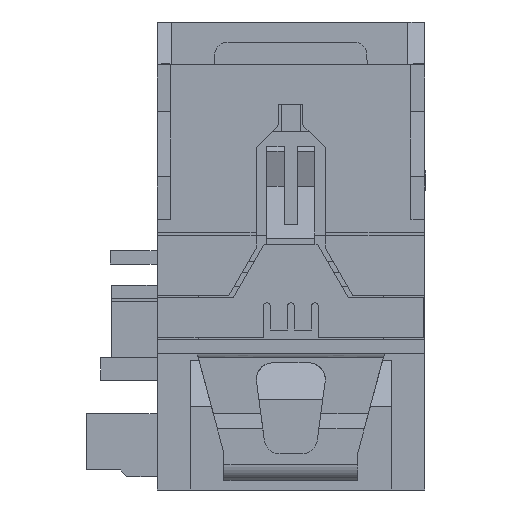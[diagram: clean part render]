
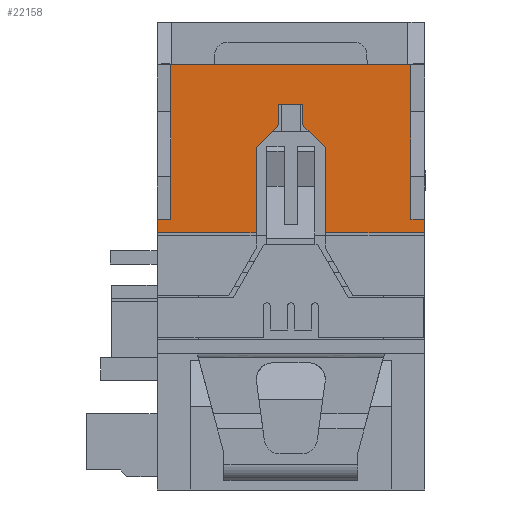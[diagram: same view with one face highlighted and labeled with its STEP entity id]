
A CAD part, front view. The second image highlights one B-rep face of the part: STEP entity #22158.
In plain terms, the highlighted planar face has unit normal (0, -1, 0).
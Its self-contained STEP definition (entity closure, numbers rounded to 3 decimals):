
#18528=FACE_OUTER_BOUND('',#27611,.T.);
#22158=ADVANCED_FACE('',(#18528),#24845,.T.);
#24845=PLANE('',#75390);
#27611=EDGE_LOOP('',(#35686,#35687,#35688,#35689,#35690,#35691,#35692,#35693,
#35694,#35695,#35696,#35697,#35698,#35699,#35700,#35701));
#35686=ORIENTED_EDGE('',*,*,#53592,.F.);
#35687=ORIENTED_EDGE('',*,*,#53565,.F.);
#35688=ORIENTED_EDGE('',*,*,#53569,.F.);
#35689=ORIENTED_EDGE('',*,*,#53576,.F.);
#35690=ORIENTED_EDGE('',*,*,#53579,.F.);
#35691=ORIENTED_EDGE('',*,*,#53583,.F.);
#35692=ORIENTED_EDGE('',*,*,#53585,.F.);
#35693=ORIENTED_EDGE('',*,*,#54147,.T.);
#35694=ORIENTED_EDGE('',*,*,#54255,.F.);
#35695=ORIENTED_EDGE('',*,*,#53885,.F.);
#35696=ORIENTED_EDGE('',*,*,#54208,.T.);
#35697=ORIENTED_EDGE('',*,*,#51986,.F.);
#35698=ORIENTED_EDGE('',*,*,#54256,.F.);
#35699=ORIENTED_EDGE('',*,*,#53860,.T.);
#35700=ORIENTED_EDGE('',*,*,#54254,.T.);
#35701=ORIENTED_EDGE('',*,*,#54257,.T.);
#46751=VERTEX_POINT('',#94039);
#46752=VERTEX_POINT('',#94041);
#47892=VERTEX_POINT('',#97569);
#47893=VERTEX_POINT('',#97571);
#47895=VERTEX_POINT('',#97577);
#47901=VERTEX_POINT('',#97591);
#47903=VERTEX_POINT('',#97597);
#47905=VERTEX_POINT('',#97604);
#47907=VERTEX_POINT('',#97609);
#47910=VERTEX_POINT('',#97620);
#48167=VERTEX_POINT('',#98155);
#48168=VERTEX_POINT('',#98157);
#48183=VERTEX_POINT('',#98198);
#48187=VERTEX_POINT('',#98206);
#48360=VERTEX_POINT('',#98726);
#48429=VERTEX_POINT('',#98937);
#51986=EDGE_CURVE('',#46751,#46752,#59425,.T.);
#53565=EDGE_CURVE('',#47892,#47893,#60758,.T.);
#53569=EDGE_CURVE('',#47895,#47892,#60762,.T.);
#53576=EDGE_CURVE('',#47901,#47895,#60769,.T.);
#53579=EDGE_CURVE('',#47903,#47901,#60772,.T.);
#53583=EDGE_CURVE('',#47905,#47903,#60776,.T.);
#53585=EDGE_CURVE('',#47907,#47905,#60778,.T.);
#53592=EDGE_CURVE('',#47893,#47910,#60785,.T.);
#53860=EDGE_CURVE('',#48168,#48167,#60969,.T.);
#53885=EDGE_CURVE('',#48187,#48183,#60994,.T.);
#54147=EDGE_CURVE('',#47907,#48360,#61192,.T.);
#54208=EDGE_CURVE('',#48187,#46752,#61241,.T.);
#54254=EDGE_CURVE('',#48167,#48429,#61271,.T.);
#54255=EDGE_CURVE('',#48183,#48360,#61272,.T.);
#54256=EDGE_CURVE('',#48168,#46751,#61273,.T.);
#54257=EDGE_CURVE('',#48429,#47910,#61274,.T.);
#59425=LINE('',#94040,#65699);
#60758=LINE('',#97570,#67041);
#60762=LINE('',#97578,#67045);
#60769=LINE('',#97592,#67052);
#60772=LINE('',#97598,#67055);
#60776=LINE('',#97605,#67059);
#60778=LINE('',#97610,#67061);
#60785=LINE('',#97623,#67068);
#60969=LINE('',#98156,#67252);
#60994=LINE('',#98207,#67277);
#61192=LINE('',#98727,#67475);
#61241=LINE('',#98848,#67524);
#61271=LINE('',#98938,#67554);
#61272=LINE('',#98940,#67555);
#61273=LINE('',#98941,#67556);
#61274=LINE('',#98942,#67557);
#65699=VECTOR('',#78981,1.);
#67041=VECTOR('',#81623,1.);
#67045=VECTOR('',#81629,1.);
#67052=VECTOR('',#81638,1.);
#67055=VECTOR('',#81643,1.);
#67059=VECTOR('',#81649,1.);
#67061=VECTOR('',#81653,1.);
#67068=VECTOR('',#81664,1.);
#67252=VECTOR('',#82034,1.);
#67277=VECTOR('',#82071,1.);
#67475=VECTOR('',#82567,1.);
#67524=VECTOR('',#82702,1.);
#67554=VECTOR('',#82772,1.);
#67555=VECTOR('',#82775,1.);
#67556=VECTOR('',#82776,1.);
#67557=VECTOR('',#82777,1.);
#75390=AXIS2_PLACEMENT_3D('',#98943,#82778,#82779);
#78981=DIRECTION('',(1.,0.,0.));
#81623=DIRECTION('',(-0.707,0.,-0.707));
#81629=DIRECTION('',(0.,0.,-1.));
#81638=DIRECTION('',(-1.,0.,0.));
#81643=DIRECTION('',(0.,0.,1.));
#81649=DIRECTION('',(-0.707,0.,0.707));
#81653=DIRECTION('',(0.,0.,1.));
#81664=DIRECTION('',(0.,0.,-1.));
#82034=DIRECTION('',(-1.,0.,0.));
#82071=DIRECTION('',(1.,0.,0.));
#82567=DIRECTION('',(1.,0.,0.));
#82702=DIRECTION('',(0.,0.,1.));
#82772=DIRECTION('',(0.,0.,-1.));
#82775=DIRECTION('',(0.,0.,-1.));
#82776=DIRECTION('',(0.,0.,1.));
#82777=DIRECTION('',(1.,0.,0.));
#82778=DIRECTION('',(0.,-1.,0.));
#82779=DIRECTION('',(0.,0.,-1.));
#94039=CARTESIAN_POINT('',(-9.233,-76.794,24.738));
#94040=CARTESIAN_POINT('',(-7.75,-76.794,24.738));
#94041=CARTESIAN_POINT('',(8.733,-76.794,24.738));
#97569=CARTESIAN_POINT('',(-1.15,-76.794,20.238));
#97570=CARTESIAN_POINT('',(-1.15,-76.794,20.238));
#97571=CARTESIAN_POINT('',(-2.85,-76.794,18.538));
#97577=CARTESIAN_POINT('',(-1.15,-76.794,21.738));
#97578=CARTESIAN_POINT('',(-1.15,-76.794,21.738));
#97591=CARTESIAN_POINT('',(0.65,-76.794,21.738));
#97592=CARTESIAN_POINT('',(0.65,-76.794,21.738));
#97597=CARTESIAN_POINT('',(0.65,-76.794,20.238));
#97598=CARTESIAN_POINT('',(0.65,-76.794,20.238));
#97604=CARTESIAN_POINT('',(2.35,-76.794,18.538));
#97605=CARTESIAN_POINT('',(2.35,-76.794,18.538));
#97609=CARTESIAN_POINT('',(2.35,-76.794,12.188));
#97610=CARTESIAN_POINT('',(2.35,-76.794,11.988));
#97620=CARTESIAN_POINT('',(-2.85,-76.794,12.188));
#97623=CARTESIAN_POINT('',(-2.85,-76.794,18.538));
#98155=CARTESIAN_POINT('',(-10.25,-76.794,13.188));
#98156=CARTESIAN_POINT('',(-6.733,-76.794,13.188));
#98157=CARTESIAN_POINT('',(-9.233,-76.794,13.188));
#98198=CARTESIAN_POINT('',(9.75,-76.794,13.188));
#98206=CARTESIAN_POINT('',(8.733,-76.794,13.188));
#98207=CARTESIAN_POINT('',(6.233,-76.794,13.188));
#98726=CARTESIAN_POINT('',(9.75,-76.794,12.188));
#98727=CARTESIAN_POINT('',(-7.75,-76.794,12.188));
#98848=CARTESIAN_POINT('',(8.733,-76.794,13.188));
#98937=CARTESIAN_POINT('',(-10.25,-76.794,12.188));
#98938=CARTESIAN_POINT('',(-10.25,-76.794,24.738));
#98940=CARTESIAN_POINT('',(9.75,-76.794,24.738));
#98941=CARTESIAN_POINT('',(-9.233,-76.794,13.188));
#98942=CARTESIAN_POINT('',(-7.75,-76.794,12.188));
#98943=CARTESIAN_POINT('',(-7.75,-76.794,24.738));
